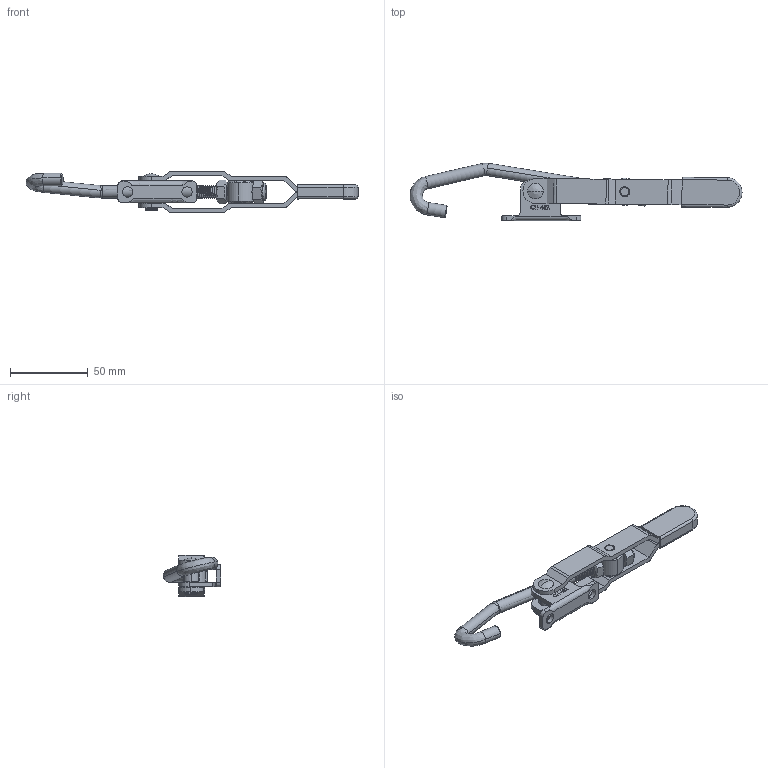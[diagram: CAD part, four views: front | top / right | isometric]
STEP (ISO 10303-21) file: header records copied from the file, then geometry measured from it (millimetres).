
FILE_DESCRIPTION (( 'STEP AP203' ), '1' );
FILE_NAME ('CH-452.STEP', '2017-11-29T01:25:28', ( 'Windows' ), ( 'Microsoft' ), 'SwSTEP 2.0', 'SolidWorks 2015', '' );
FILE_SCHEMA (( 'CONFIG_CONTROL_DESIGN' ));
Length unit declared in the file: millimetre
Products named in the file (9): CH-452; CH-452-01 BASE; CH-451-03 HANDLE; CH-451-06; CH-451-05; CH-451-04 ROTOR; M8 NUT; M8 LOCK NUT; CH-451-HOOK
Assembly tree (8 placements, depth 2):
  CH-452
    CH-452-01 BASE
    CH-451-03 HANDLE
    CH-451-06
    CH-451-05
    CH-451-04 ROTOR
    M8 NUT
    M8 LOCK NUT
    CH-451-HOOK
Bounding box: 212.95 x 36.84 x 26.8 mm (x, y, z)
Volume: 34352.1 mm3; surface area: 23984.9 mm2
Topology: 8 solids, 8 shells, 604 faces, 1635 edges, 1072 vertices
Faces by surface type: plane 218, bspline 173, cylinder 170, cone 33, torus 10
Entity records: 30825 total; most frequent: CARTESIAN_POINT 16303, ORIENTED_EDGE 3262, DIRECTION 2156, EDGE_CURVE 1631, VERTEX_POINT 1072, LINE 856, VECTOR 856, EDGE_LOOP 657
